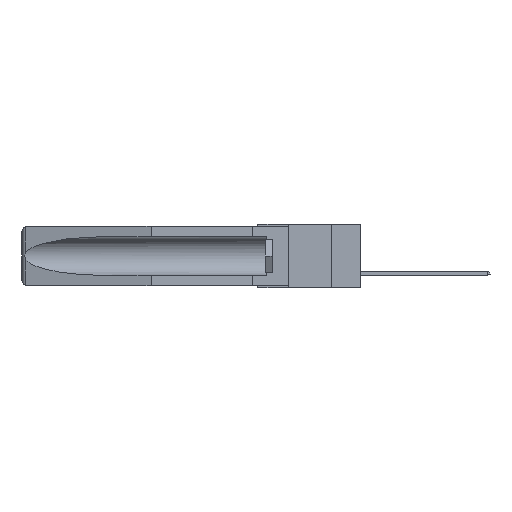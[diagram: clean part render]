
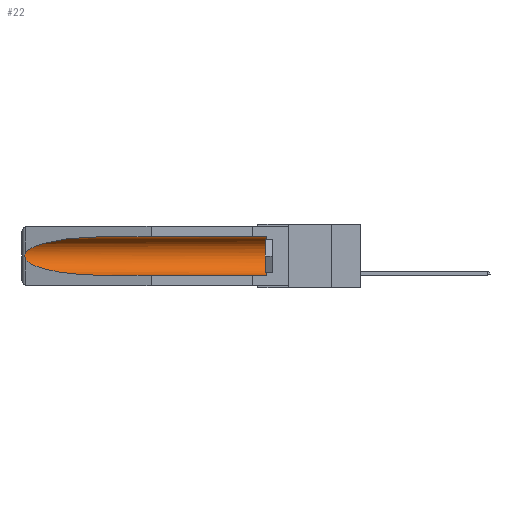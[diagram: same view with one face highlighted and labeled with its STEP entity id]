
A CAD part, left-side view. The second image highlights one B-rep face of the part: STEP entity #22.
In plain terms, the highlighted cylindrical face has radius 2.857 mm (diameter 5.715 mm), a partial arc.
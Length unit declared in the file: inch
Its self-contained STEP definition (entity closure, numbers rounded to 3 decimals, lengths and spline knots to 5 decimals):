
#22 = ADVANCED_FACE ( 'NONE', ( #3076 ), #12571, .F. ) ;
#260 =( BOUNDED_CURVE ( )  B_SPLINE_CURVE ( 3, ( #4342, #18893, #21618, #24022 ),
 .UNSPECIFIED., .F., .F. ) 
 B_SPLINE_CURVE_WITH_KNOTS ( ( 4, 4 ),
 ( 4.71239, 6.08839 ),
 .UNSPECIFIED. ) 
 CURVE ( )  GEOMETRIC_REPRESENTATION_ITEM ( )  RATIONAL_B_SPLINE_CURVE ( ( 1., 0.848, 0.848, 1. ) ) 
 REPRESENTATION_ITEM ( '' )  );
#432 = CARTESIAN_POINT ( 'NONE',  ( 0.155, 1.07973, -0.059 ) ) ;
#568 = ORIENTED_EDGE ( 'NONE', *, *, #4280, .F. ) ;
#652 = EDGE_CURVE ( 'NONE', #12904, #25858, #8880, .T. ) ;
#1312 = CARTESIAN_POINT ( 'NONE',  ( 0.155, 1.07973, -0.284 ) ) ;
#1316 = ORIENTED_EDGE ( 'NONE', *, *, #1775, .T. ) ;
#1775 = EDGE_CURVE ( 'NONE', #25858, #28635, #260, .T. ) ;
#2139 = CARTESIAN_POINT ( 'NONE',  ( 0.2673, 1.5327, -0.16383 ) ) ;
#2860 = AXIS2_PLACEMENT_3D ( 'NONE', #30536, #23491, #26084 ) ;
#3076 = FACE_OUTER_BOUND ( 'NONE', #24889, .T. ) ;
#3618 = AXIS2_PLACEMENT_3D ( 'NONE', #27371, #22873, #24858 ) ;
#3665 = CARTESIAN_POINT ( 'NONE',  ( 0.25451, 1.48313, -0.24835 ) ) ;
#4280 = EDGE_CURVE ( 'NONE', #19818, #24204, #13597, .T. ) ;
#4342 = CARTESIAN_POINT ( 'NONE',  ( 0.155, 1.07973, -0.059 ) ) ;
#4485 = CARTESIAN_POINT ( 'NONE',  ( 0.26655, 1.53094, -0.18657 ) ) ;
#4589 = CARTESIAN_POINT ( 'NONE',  ( 0.2675, 1.53308, -0.17534 ) ) ;
#4953 = B_SPLINE_CURVE_WITH_KNOTS ( 'NONE', 3,
 ( #6114, #15817, #12190, #2139, #31024, #4589, #19027, #4485, #22041, #27041 ),
 .UNSPECIFIED., .F., .F.,
 ( 4, 2, 2, 2, 4 ),
 ( 0., 0.00029, 0.00058, 0.00087, 0.00117 ),
 .UNSPECIFIED. ) ;
#6114 = CARTESIAN_POINT ( 'NONE',  ( 0.26537, 1.52718, -0.14972 ) ) ;
#7668 = EDGE_CURVE ( 'NONE', #28635, #19733, #4953, .T. ) ;
#7842 = EDGE_CURVE ( 'NONE', #19818, #12904, #16550, .T. ) ;
#8419 = DIRECTION ( 'NONE',  ( 0., 1., 0. ) ) ;
#8880 = LINE ( 'NONE', #27749, #25131 ) ;
#11972 = CARTESIAN_POINT ( 'NONE',  ( 0.155, -0.30754, -0.284 ) ) ;
#12190 = CARTESIAN_POINT ( 'NONE',  ( 0.26654, 1.53092, -0.15636 ) ) ;
#12458 = VECTOR ( 'NONE', #28878, 39.37008 ) ;
#12571 = CYLINDRICAL_SURFACE ( 'NONE', #2860, 0.1125 ) ;
#12904 = VERTEX_POINT ( 'NONE', #21654 ) ;
#13597 = LINE ( 'NONE', #11972, #12458 ) ;
#15645 = CARTESIAN_POINT ( 'NONE',  ( 0.26537, 1.52718, -0.19328 ) ) ;
#15817 = CARTESIAN_POINT ( 'NONE',  ( 0.26597, 1.52961, -0.15275 ) ) ;
#16550 = CIRCLE ( 'NONE', #3618, 0.1125 ) ;
#17499 = ORIENTED_EDGE ( 'NONE', *, *, #652, .T. ) ;
#18430 = CARTESIAN_POINT ( 'NONE',  ( 0.21114, 1.30732, -0.284 ) ) ;
#18893 = CARTESIAN_POINT ( 'NONE',  ( 0.21114, 1.30732, -0.059 ) ) ;
#19027 = CARTESIAN_POINT ( 'NONE',  ( 0.2673, 1.53269, -0.17917 ) ) ;
#19716 = CARTESIAN_POINT ( 'NONE',  ( 0.26537, 1.52718, -0.19328 ) ) ;
#19733 = VERTEX_POINT ( 'NONE', #19716 ) ;
#19818 = VERTEX_POINT ( 'NONE', #28507 ) ;
#21618 = CARTESIAN_POINT ( 'NONE',  ( 0.25451, 1.48313, -0.09465 ) ) ;
#21654 = CARTESIAN_POINT ( 'NONE',  ( 0.155, 0.126, -0.059 ) ) ;
#22041 = CARTESIAN_POINT ( 'NONE',  ( 0.26597, 1.5296, -0.19026 ) ) ;
#22873 = DIRECTION ( 'NONE',  ( 0., -1., 0. ) ) ;
#22994 = CARTESIAN_POINT ( 'NONE',  ( 0.26537, 1.52718, -0.14972 ) ) ;
#23491 = DIRECTION ( 'NONE',  ( 0., 1., 0. ) ) ;
#24022 = CARTESIAN_POINT ( 'NONE',  ( 0.26537, 1.52718, -0.14972 ) ) ;
#24204 = VERTEX_POINT ( 'NONE', #28438 ) ;
#24858 = DIRECTION ( 'NONE',  ( 0., 0., 1. ) ) ;
#24889 = EDGE_LOOP ( 'NONE', ( #1316, #28764, #28212, #568, #29147, #17499 ) ) ;
#25113 =( BOUNDED_CURVE ( )  B_SPLINE_CURVE ( 3, ( #15645, #3665, #18430, #1312 ),
 .UNSPECIFIED., .F., .F. ) 
 B_SPLINE_CURVE_WITH_KNOTS ( ( 4, 4 ),
 ( 0.1948, 1.5708 ),
 .UNSPECIFIED. ) 
 CURVE ( )  GEOMETRIC_REPRESENTATION_ITEM ( )  RATIONAL_B_SPLINE_CURVE ( ( 1., 0.848, 0.848, 1. ) ) 
 REPRESENTATION_ITEM ( '' )  );
#25131 = VECTOR ( 'NONE', #8419, 39.37008 ) ;
#25858 = VERTEX_POINT ( 'NONE', #432 ) ;
#26084 = DIRECTION ( 'NONE',  ( 0., 0., 1. ) ) ;
#27041 = CARTESIAN_POINT ( 'NONE',  ( 0.26537, 1.52718, -0.19328 ) ) ;
#27371 = CARTESIAN_POINT ( 'NONE',  ( 0.155, 0.126, -0.1715 ) ) ;
#27749 = CARTESIAN_POINT ( 'NONE',  ( 0.155, -0.30754, -0.059 ) ) ;
#28212 = ORIENTED_EDGE ( 'NONE', *, *, #30459, .T. ) ;
#28438 = CARTESIAN_POINT ( 'NONE',  ( 0.155, 1.07973, -0.284 ) ) ;
#28507 = CARTESIAN_POINT ( 'NONE',  ( 0.155, 0.126, -0.284 ) ) ;
#28635 = VERTEX_POINT ( 'NONE', #22994 ) ;
#28764 = ORIENTED_EDGE ( 'NONE', *, *, #7668, .T. ) ;
#28878 = DIRECTION ( 'NONE',  ( 0., 1., 0. ) ) ;
#29147 = ORIENTED_EDGE ( 'NONE', *, *, #7842, .T. ) ;
#30459 = EDGE_CURVE ( 'NONE', #19733, #24204, #25113, .T. ) ;
#30536 = CARTESIAN_POINT ( 'NONE',  ( 0.155, -0.30754, -0.1715 ) ) ;
#31024 = CARTESIAN_POINT ( 'NONE',  ( 0.2675, 1.53308, -0.16763 ) ) ;
